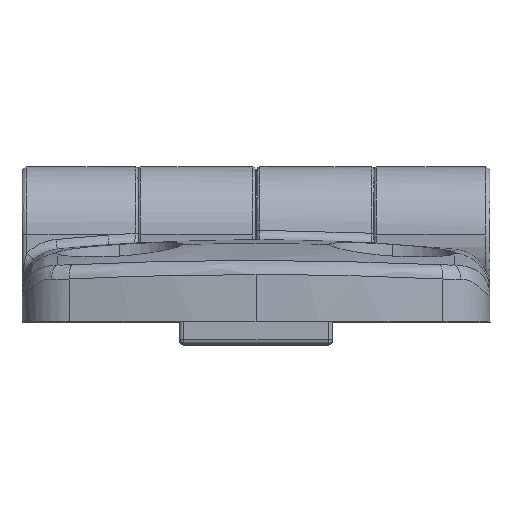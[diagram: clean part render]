
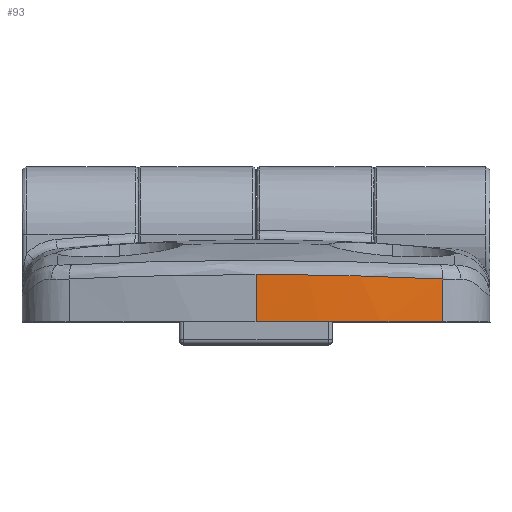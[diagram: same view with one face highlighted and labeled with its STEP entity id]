
A CAD part, top view. The second image highlights one B-rep face of the part: STEP entity #93.
In plain terms, the highlighted cylindrical face has radius 100 mm (diameter 200 mm), a partial arc.
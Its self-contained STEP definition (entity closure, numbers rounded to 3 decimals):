
#72 = EDGE_CURVE ( 'NONE', #3121, #2874, #10859, .T. ) ;
#93 = ADVANCED_FACE ( 'NONE', ( #10611 ), #3642, .T. ) ;
#602 = CARTESIAN_POINT ( 'NONE',  ( 0., 0., 70.5 ) ) ;
#666 = CARTESIAN_POINT ( 'NONE',  ( 0., 8.5, 70.5 ) ) ;
#689 = DIRECTION ( 'NONE',  ( 0., -1., 0. ) ) ;
#918 = DIRECTION ( 'NONE',  ( 0., 0., -1. ) ) ;
#1102 = EDGE_CURVE ( 'NONE', #3121, #4772, #9689, .T. ) ;
#1118 = CARTESIAN_POINT ( 'NONE',  ( -19.149, 8.5, -27.649 ) ) ;
#1645 = CARTESIAN_POINT ( 'NONE',  ( -11.639, 4.684, -28.821 ) ) ;
#1740 = DIRECTION ( 'NONE',  ( 0., 1., 0. ) ) ;
#2167 = ORIENTED_EDGE ( 'NONE', *, *, #1102, .F. ) ;
#2327 = CARTESIAN_POINT ( 'NONE',  ( -16.047, 4.54, -28.217 ) ) ;
#2806 = EDGE_CURVE ( 'NONE', #2874, #7838, #11272, .T. ) ;
#2874 = VERTEX_POINT ( 'NONE', #14166 ) ;
#2923 = CARTESIAN_POINT ( 'NONE',  ( -3.237, 4.84, -29.5 ) ) ;
#2925 = CARTESIAN_POINT ( 'NONE',  ( 0., 4.84, -29.5 ) ) ;
#2985 = CARTESIAN_POINT ( 'NONE',  ( 0., 4.84, -29.5 ) ) ;
#3035 = CARTESIAN_POINT ( 'NONE',  ( -9.642, 4.733, -29.034 ) ) ;
#3121 = VERTEX_POINT ( 'NONE', #8408 ) ;
#3366 = CARTESIAN_POINT ( 'NONE',  ( -6.439, 4.805, -29.343 ) ) ;
#3397 = CARTESIAN_POINT ( 'NONE',  ( -10.312, 4.718, -28.967 ) ) ;
#3452 = CARTESIAN_POINT ( 'NONE',  ( -11.029, 4.7, -28.891 ) ) ;
#3642 = CYLINDRICAL_SURFACE ( 'NONE', #4770, 100. ) ;
#3894 = VECTOR ( 'NONE', #1740, 1000. ) ;
#4762 = DIRECTION ( 'NONE',  ( 0., -1., 0. ) ) ;
#4770 = AXIS2_PLACEMENT_3D ( 'NONE', #666, #689, #918 ) ;
#4772 = VERTEX_POINT ( 'NONE', #9034 ) ;
#4979 = EDGE_CURVE ( 'NONE', #7838, #4772, #10812, .T. ) ;
#5279 = CARTESIAN_POINT ( 'NONE',  ( -9.696, 4.732, -29.029 ) ) ;
#5343 = CARTESIAN_POINT ( 'NONE',  ( 0., 8.5, -29.5 ) ) ;
#5435 = CARTESIAN_POINT ( 'NONE',  ( -17.613, 4.475, -27.949 ) ) ;
#5500 = CARTESIAN_POINT ( 'NONE',  ( -9.799, 4.73, -29.019 ) ) ;
#5607 = CARTESIAN_POINT ( 'NONE',  ( -9.953, 4.726, -29.004 ) ) ;
#6510 = CARTESIAN_POINT ( 'NONE',  ( -12.854, 4.649, -28.674 ) ) ;
#6546 = CARTESIAN_POINT ( 'NONE',  ( -19.149, 4.401, -27.65 ) ) ;
#6549 = CARTESIAN_POINT ( 'NONE',  ( -13.658, 4.624, -28.566 ) ) ;
#7838 = VERTEX_POINT ( 'NONE', #2985 ) ;
#8314 = ORIENTED_EDGE ( 'NONE', *, *, #4979, .T. ) ;
#8408 = CARTESIAN_POINT ( 'NONE',  ( -19.149, 0., -27.649 ) ) ;
#9034 = CARTESIAN_POINT ( 'NONE',  ( 0., 0., -29.5 ) ) ;
#9044 = DIRECTION ( 'NONE',  ( 0., -1., 0. ) ) ;
#9214 = ORIENTED_EDGE ( 'NONE', *, *, #2806, .T. ) ;
#9689 = CIRCLE ( 'NONE', #12890, 100. ) ;
#10611 = FACE_OUTER_BOUND ( 'NONE', #12999, .T. ) ;
#10684 = ORIENTED_EDGE ( 'NONE', *, *, #72, .T. ) ;
#10812 = LINE ( 'NONE', #5343, #11153 ) ;
#10859 = LINE ( 'NONE', #1118, #3894 ) ;
#11153 = VECTOR ( 'NONE', #4762, 1000. ) ;
#11272 = B_SPLINE_CURVE_WITH_KNOTS ( 'NONE', 3,
 ( #6546, #5435, #2327, #6549, #6510, #1645, #3452, #3397, #5607, #5500, #5279, #3035, #3366, #2923, #2925 ),
 .UNSPECIFIED., .F., .F.,
 ( 4, 2, 2, 1, 1, 1, 2, 2, 4 ),
 ( 0., 0.25, 0.375, 0.438, 0.469, 0.484, 0.492, 0.5, 1. ),
 .UNSPECIFIED. ) ;
#12890 = AXIS2_PLACEMENT_3D ( 'NONE', #602, #9044, #14517 ) ;
#12999 = EDGE_LOOP ( 'NONE', ( #9214, #8314, #2167, #10684 ) ) ;
#14166 = CARTESIAN_POINT ( 'NONE',  ( -19.149, 4.401, -27.65 ) ) ;
#14517 = DIRECTION ( 'NONE',  ( 0., 0., -1. ) ) ;
